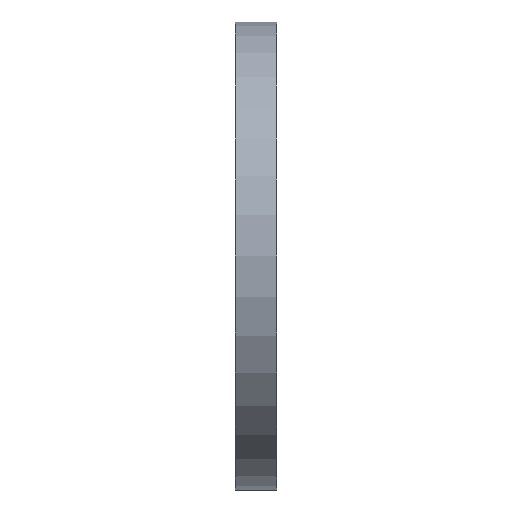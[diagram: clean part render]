
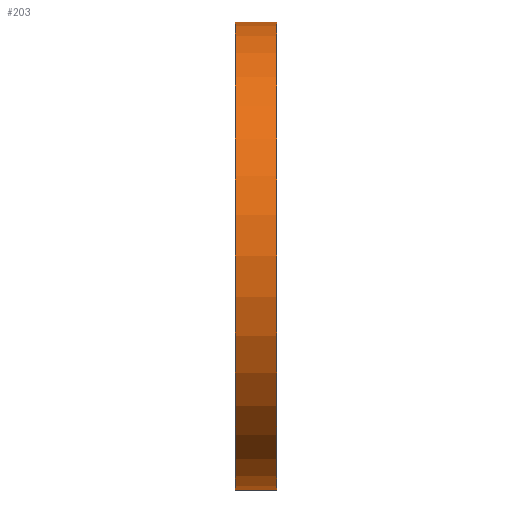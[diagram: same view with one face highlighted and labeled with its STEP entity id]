
A CAD part, left-side view. The second image highlights one B-rep face of the part: STEP entity #203.
In plain terms, the highlighted cylindrical face has radius 125 mm (diameter 250 mm), a partial arc.
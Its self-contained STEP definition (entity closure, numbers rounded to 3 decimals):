
#3 = EDGE_CURVE ( 'NONE', #527, #112, #705, .T. ) ;
#24 = CARTESIAN_POINT ( 'NONE',  ( 0., 0., 0. ) ) ;
#36 = CARTESIAN_POINT ( 'NONE',  ( 0., 34.695, 125. ) ) ;
#58 = DIRECTION ( 'NONE',  ( 0., 0., 1. ) ) ;
#112 = VERTEX_POINT ( 'NONE', #529 ) ;
#169 = LINE ( 'NONE', #36, #775 ) ;
#175 = CARTESIAN_POINT ( 'NONE',  ( 0., 34.695, -125. ) ) ;
#181 = ORIENTED_EDGE ( 'NONE', *, *, #379, .T. ) ;
#203 = ADVANCED_FACE ( 'NONE', ( #744 ), #396, .T. ) ;
#231 = DIRECTION ( 'NONE',  ( 0., 1., 0. ) ) ;
#233 = AXIS2_PLACEMENT_3D ( 'NONE', #820, #457, #58 ) ;
#286 = DIRECTION ( 'NONE',  ( 0., 0., 1. ) ) ;
#303 = EDGE_LOOP ( 'NONE', ( #306, #181, #411, #601 ) ) ;
#306 = ORIENTED_EDGE ( 'NONE', *, *, #3, .F. ) ;
#375 = DIRECTION ( 'NONE',  ( 0., 1., 0. ) ) ;
#379 = EDGE_CURVE ( 'NONE', #527, #832, #500, .T. ) ;
#396 = CYLINDRICAL_SURFACE ( 'NONE', #233, 125. ) ;
#408 = EDGE_CURVE ( 'NONE', #832, #791, #169, .T. ) ;
#411 = ORIENTED_EDGE ( 'NONE', *, *, #408, .T. ) ;
#422 = CARTESIAN_POINT ( 'NONE',  ( 0., 0., 125. ) ) ;
#441 = CARTESIAN_POINT ( 'NONE',  ( 0., 0., -125. ) ) ;
#453 = CARTESIAN_POINT ( 'NONE',  ( 0., 22., 0. ) ) ;
#457 = DIRECTION ( 'NONE',  ( 0., 1., 0. ) ) ;
#482 = EDGE_CURVE ( 'NONE', #112, #791, #704, .T. ) ;
#490 = VECTOR ( 'NONE', #231, 1000. ) ;
#500 = CIRCLE ( 'NONE', #815, 125. ) ;
#527 = VERTEX_POINT ( 'NONE', #441 ) ;
#529 = CARTESIAN_POINT ( 'NONE',  ( 0., 22., -125. ) ) ;
#601 = ORIENTED_EDGE ( 'NONE', *, *, #482, .F. ) ;
#658 = DIRECTION ( 'NONE',  ( 0., 0., 1. ) ) ;
#704 = CIRCLE ( 'NONE', #752, 125. ) ;
#705 = LINE ( 'NONE', #175, #490 ) ;
#712 = DIRECTION ( 'NONE',  ( 0., 1., 0. ) ) ;
#728 = DIRECTION ( 'NONE',  ( 0., 1., 0. ) ) ;
#744 = FACE_OUTER_BOUND ( 'NONE', #303, .T. ) ;
#752 = AXIS2_PLACEMENT_3D ( 'NONE', #453, #728, #658 ) ;
#763 = CARTESIAN_POINT ( 'NONE',  ( 0., 22., 125. ) ) ;
#775 = VECTOR ( 'NONE', #712, 1000. ) ;
#791 = VERTEX_POINT ( 'NONE', #763 ) ;
#815 = AXIS2_PLACEMENT_3D ( 'NONE', #24, #375, #286 ) ;
#820 = CARTESIAN_POINT ( 'NONE',  ( 0., 34.695, 0. ) ) ;
#832 = VERTEX_POINT ( 'NONE', #422 ) ;
